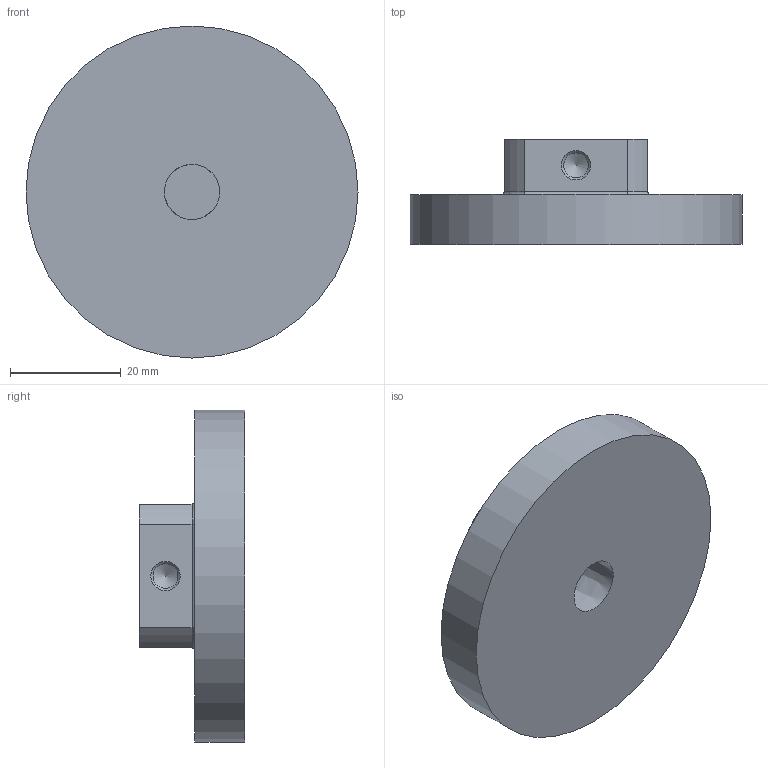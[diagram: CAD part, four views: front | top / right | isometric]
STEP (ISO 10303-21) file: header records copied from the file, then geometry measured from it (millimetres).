
FILE_DESCRIPTION(/* description */ (''),/* implementation_level */ '2;1');
FILE_NAME(/* name */ 'ECell_SampleHolder.step',/* time_stamp */ '2020-10-05T09:59:24-04:00',/* author */ (''),/* organization */ (''),/* preprocessor_version */ 'ST-DEVELOPER v18.1',/* originating_system */ 'Autodesk Translation Framework v9.3.0.1241',/* authorisation */ '');
FILE_SCHEMA (('AUTOMOTIVE_DESIGN { 1 0 10303 214 3 1 1 }'));
Length unit declared in the file: millimetre
Products named in the file (1): FusionComponent
Bounding box: 60 x 19 x 60 mm (x, y, z)
Volume: 30444.9 mm3; surface area: 9152.1 mm2
Topology: 1 solids, 1 shells, 34 faces, 82 edges, 52 vertices
Faces by surface type: cylinder 13, plane 8, cone 8, torus 4, bspline 1
Full cylindrical faces by diameter (mm): 4.5 x4, 60 x1
Entity records: 1233 total; most frequent: CARTESIAN_POINT 366, DIRECTION 169, ORIENTED_EDGE 156, EDGE_CURVE 78, AXIS2_PLACEMENT_3D 68, VERTEX_POINT 52, EDGE_LOOP 40, STYLED_ITEM 35
